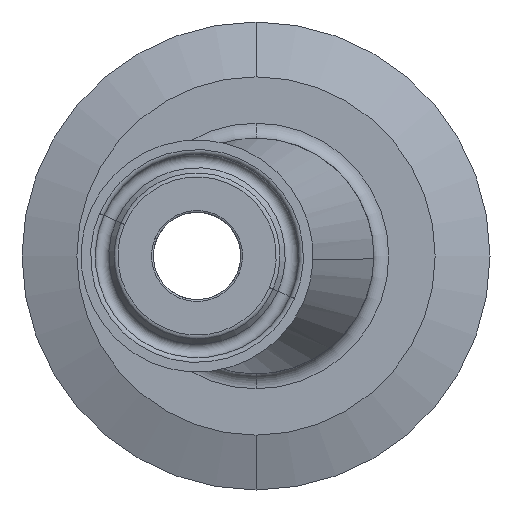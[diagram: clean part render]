
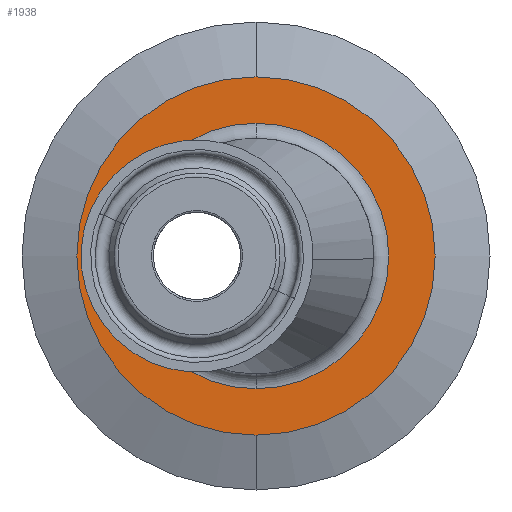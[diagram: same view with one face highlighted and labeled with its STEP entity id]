
A CAD part, front view. The second image highlights one B-rep face of the part: STEP entity #1938.
In plain terms, the highlighted planar face has unit normal (0, -1, 0).
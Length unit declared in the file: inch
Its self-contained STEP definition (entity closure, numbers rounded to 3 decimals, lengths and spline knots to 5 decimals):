
#1 = ORIENTED_EDGE ( 'NONE', *, *, #814, .T. ) ;
#62 = DIRECTION ( 'NONE',  ( 0., 0., 1. ) ) ;
#102 = EDGE_LOOP ( 'NONE', ( #1, #1439 ) ) ;
#235 = AXIS2_PLACEMENT_3D ( 'NONE', #2110, #704, #1257 ) ;
#419 = DIRECTION ( 'NONE',  ( 0., 1., 0. ) ) ;
#465 = EDGE_CURVE ( 'NONE', #1787, #721, #1268, .T. ) ;
#560 = CARTESIAN_POINT ( 'NONE',  ( 0., 0., -0.56299 ) ) ;
#565 = ORIENTED_EDGE ( 'NONE', *, *, #465, .F. ) ;
#663 = CARTESIAN_POINT ( 'NONE',  ( 0., 0., 0.75956 ) ) ;
#698 = ORIENTED_EDGE ( 'NONE', *, *, #1620, .F. ) ;
#704 = DIRECTION ( 'NONE',  ( 0., 1., 0. ) ) ;
#719 = CARTESIAN_POINT ( 'NONE',  ( 0., 0., 0.56299 ) ) ;
#721 = VERTEX_POINT ( 'NONE', #663 ) ;
#781 = CARTESIAN_POINT ( 'NONE',  ( 0., 0., 0. ) ) ;
#814 = EDGE_CURVE ( 'NONE', #1936, #935, #1229, .T. ) ;
#831 = AXIS2_PLACEMENT_3D ( 'NONE', #1444, #2133, #62 ) ;
#910 = AXIS2_PLACEMENT_3D ( 'NONE', #2045, #2053, #1550 ) ;
#935 = VERTEX_POINT ( 'NONE', #560 ) ;
#986 = AXIS2_PLACEMENT_3D ( 'NONE', #1139, #1490, #1988 ) ;
#1093 = FACE_OUTER_BOUND ( 'NONE', #2135, .T. ) ;
#1123 = DIRECTION ( 'NONE',  ( 0., 0., 1. ) ) ;
#1139 = CARTESIAN_POINT ( 'NONE',  ( 0., 0., 0. ) ) ;
#1174 = CIRCLE ( 'NONE', #831, 0.56299 ) ;
#1202 = EDGE_CURVE ( 'NONE', #935, #1936, #1174, .T. ) ;
#1229 = CIRCLE ( 'NONE', #910, 0.56299 ) ;
#1246 = PLANE ( 'NONE',  #235 ) ;
#1257 = DIRECTION ( 'NONE',  ( 0., 0., 1. ) ) ;
#1268 = CIRCLE ( 'NONE', #986, 0.75956 ) ;
#1439 = ORIENTED_EDGE ( 'NONE', *, *, #1202, .T. ) ;
#1444 = CARTESIAN_POINT ( 'NONE',  ( 0., 0., 0. ) ) ;
#1490 = DIRECTION ( 'NONE',  ( 0., 1., 0. ) ) ;
#1550 = DIRECTION ( 'NONE',  ( 0., 0., 1. ) ) ;
#1620 = EDGE_CURVE ( 'NONE', #721, #1787, #1957, .T. ) ;
#1787 = VERTEX_POINT ( 'NONE', #2065 ) ;
#1830 = FACE_BOUND ( 'NONE', #102, .T. ) ;
#1843 = AXIS2_PLACEMENT_3D ( 'NONE', #781, #419, #1123 ) ;
#1936 = VERTEX_POINT ( 'NONE', #719 ) ;
#1938 = ADVANCED_FACE ( 'NONE', ( #1830, #1093 ), #1246, .F. ) ;
#1957 = CIRCLE ( 'NONE', #1843, 0.75956 ) ;
#1988 = DIRECTION ( 'NONE',  ( 0., 0., 1. ) ) ;
#2045 = CARTESIAN_POINT ( 'NONE',  ( 0., 0., 0. ) ) ;
#2053 = DIRECTION ( 'NONE',  ( 0., 1., 0. ) ) ;
#2065 = CARTESIAN_POINT ( 'NONE',  ( 0., 0., -0.75956 ) ) ;
#2110 = CARTESIAN_POINT ( 'NONE',  ( 0.48228, 0., 0. ) ) ;
#2133 = DIRECTION ( 'NONE',  ( 0., 1., 0. ) ) ;
#2135 = EDGE_LOOP ( 'NONE', ( #698, #565 ) ) ;
